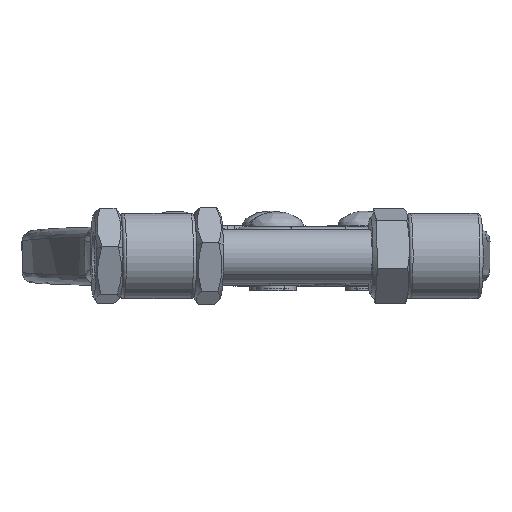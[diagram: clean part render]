
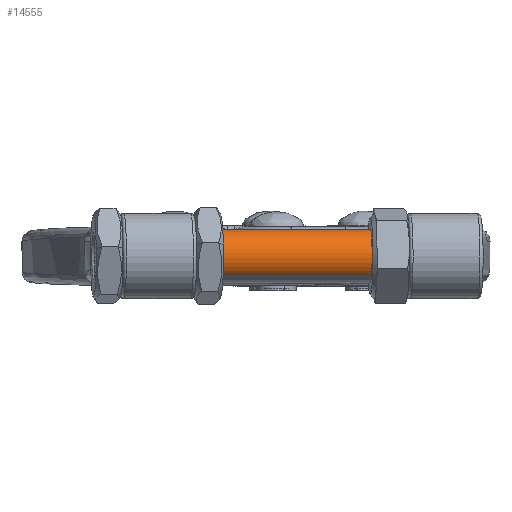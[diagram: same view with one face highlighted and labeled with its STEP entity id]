
A CAD part, left-side view. The second image highlights one B-rep face of the part: STEP entity #14555.
In plain terms, the highlighted cylindrical face has radius 4 mm (diameter 8 mm), a partial arc.
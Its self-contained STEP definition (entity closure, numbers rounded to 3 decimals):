
#3506 = CARTESIAN_POINT ( 'NONE',  ( 5.45, 0., 4. ) ) ;
#3509 = CARTESIAN_POINT ( 'NONE',  ( 5.45, 0., -4. ) ) ;
#3510 = CARTESIAN_POINT ( 'NONE',  ( 45.05, 0., -4. ) ) ;
#3511 = CARTESIAN_POINT ( 'NONE',  ( 45.05, 0., 4. ) ) ;
#6990 = CIRCLE ( 'NONE', #7899, 4. ) ;
#6996 = LINE ( 'NONE', #10002, #7004 ) ;
#7002 = CIRCLE ( 'NONE', #7900, 4. ) ;
#7004 = VECTOR ( 'NONE', #10008, 1000. ) ;
#7006 = LINE ( 'NONE', #10007, #7010 ) ;
#7010 = VECTOR ( 'NONE', #9997, 1000. ) ;
#7899 = AXIS2_PLACEMENT_3D ( 'NONE', #10004, #10005, #10006 ) ;
#7900 = AXIS2_PLACEMENT_3D ( 'NONE', #10009, #10010, #10011 ) ;
#9997 = DIRECTION ( 'NONE',  ( -1., 0., 0. ) ) ;
#10002 = CARTESIAN_POINT ( 'NONE',  ( 45.45, 0., -4. ) ) ;
#10004 = CARTESIAN_POINT ( 'NONE',  ( 45.05, 0., 0. ) ) ;
#10005 = DIRECTION ( 'NONE',  ( -1., 0., 0. ) ) ;
#10006 = DIRECTION ( 'NONE',  ( 0., 0., -1. ) ) ;
#10007 = CARTESIAN_POINT ( 'NONE',  ( 45.45, 0., 4. ) ) ;
#10008 = DIRECTION ( 'NONE',  ( -1., 0., 0. ) ) ;
#10009 = CARTESIAN_POINT ( 'NONE',  ( 5.45, 0., 0. ) ) ;
#10010 = DIRECTION ( 'NONE',  ( 1., 0., 0. ) ) ;
#10011 = DIRECTION ( 'NONE',  ( 0., 0., 1. ) ) ;
#12610 = CYLINDRICAL_SURFACE ( 'NONE', #16585, 4. ) ;
#12615 = FACE_OUTER_BOUND ( 'NONE', #32425, .T. ) ;
#14555 = ADVANCED_FACE ( 'NONE', ( #12615 ), #12610, .T. ) ;
#16585 = AXIS2_PLACEMENT_3D ( 'NONE', #27646, #27648, #27655 ) ;
#18706 = VERTEX_POINT ( 'NONE', #3506 ) ;
#18708 = VERTEX_POINT ( 'NONE', #3509 ) ;
#18709 = VERTEX_POINT ( 'NONE', #3510 ) ;
#18710 = VERTEX_POINT ( 'NONE', #3511 ) ;
#24951 = EDGE_CURVE ( 'NONE', #18710, #18709, #6990, .T. ) ;
#24953 = EDGE_CURVE ( 'NONE', #18709, #18708, #6996, .T. ) ;
#24954 = EDGE_CURVE ( 'NONE', #18708, #18706, #7002, .T. ) ;
#24955 = EDGE_CURVE ( 'NONE', #18710, #18706, #7006, .T. ) ;
#27646 = CARTESIAN_POINT ( 'NONE',  ( 45.45, 0., 0. ) ) ;
#27648 = DIRECTION ( 'NONE',  ( -1., 0., 0. ) ) ;
#27655 = DIRECTION ( 'NONE',  ( 0., 0., 1. ) ) ;
#31691 = ORIENTED_EDGE ( 'NONE', *, *, #24951, .T. ) ;
#31697 = ORIENTED_EDGE ( 'NONE', *, *, #24954, .T. ) ;
#31698 = ORIENTED_EDGE ( 'NONE', *, *, #24953, .T. ) ;
#31702 = ORIENTED_EDGE ( 'NONE', *, *, #24955, .F. ) ;
#32425 = EDGE_LOOP ( 'NONE', ( #31691, #31698, #31697, #31702 ) ) ;
